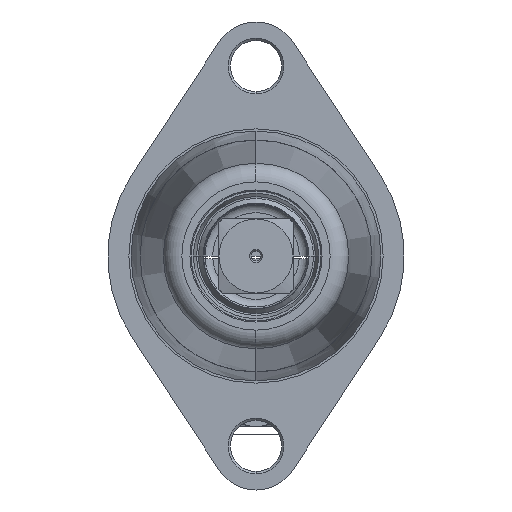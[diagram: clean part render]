
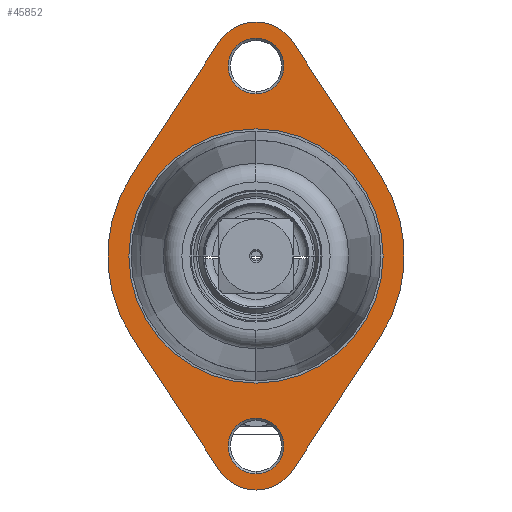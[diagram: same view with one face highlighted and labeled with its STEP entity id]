
A CAD part, left-side view. The second image highlights one B-rep face of the part: STEP entity #45852.
In plain terms, the highlighted planar face has unit normal (-1, 0, 0).
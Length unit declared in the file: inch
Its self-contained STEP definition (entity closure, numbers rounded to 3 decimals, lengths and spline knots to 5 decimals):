
#44318=CARTESIAN_POINT('',(-20.6994,0.005,0.));
#44319=DIRECTION('',(-1.,0.,0.));
#44320=DIRECTION('',(0.,0.,1.));
#44321=AXIS2_PLACEMENT_3D('',#44318,#44319,#44320);
#44323=CARTESIAN_POINT('',(-20.6994,0.005,0.));
#44324=DIRECTION('',(-1.,0.,0.));
#44325=DIRECTION('',(0.,0.,-1.));
#44326=AXIS2_PLACEMENT_3D('',#44323,#44324,#44325);
#44328=CARTESIAN_POINT('',(-20.6994,0.005,-2.5625));
#44329=DIRECTION('',(1.,0.,0.));
#44330=DIRECTION('',(0.,-0.836,-0.549));
#44331=AXIS2_PLACEMENT_3D('',#44328,#44329,#44330);
#44333=DIRECTION('',(0.,-0.549,-0.836));
#44334=VECTOR('',#44333,2.14233);
#44335=CARTESIAN_POINT('',(-20.6994,1.67706,-1.09737));
#44336=LINE('',#44335,#44334);
#44337=CARTESIAN_POINT('',(-20.6994,0.005,0.));
#44338=DIRECTION('',(1.,0.,0.));
#44339=DIRECTION('',(0.,0.836,-0.549));
#44340=AXIS2_PLACEMENT_3D('',#44337,#44338,#44339);
#44342=DIRECTION('',(0.,0.549,-0.836));
#44343=VECTOR('',#44342,2.14233);
#44344=CARTESIAN_POINT('',(-20.6994,0.5016,2.88842));
#44345=LINE('',#44344,#44343);
#44346=CARTESIAN_POINT('',(-20.6994,0.005,2.5625));
#44347=DIRECTION('',(1.,0.,0.));
#44348=DIRECTION('',(0.,0.836,0.549));
#44349=AXIS2_PLACEMENT_3D('',#44346,#44347,#44348);
#44351=DIRECTION('',(0.,0.549,0.836));
#44352=VECTOR('',#44351,2.14233);
#44353=CARTESIAN_POINT('',(-20.6994,-1.66706,1.09737));
#44354=LINE('',#44353,#44352);
#44355=CARTESIAN_POINT('',(-20.6994,0.005,0.));
#44356=DIRECTION('',(1.,0.,0.));
#44357=DIRECTION('',(0.,-0.836,0.549));
#44358=AXIS2_PLACEMENT_3D('',#44355,#44356,#44357);
#44360=DIRECTION('',(0.,-0.549,0.836));
#44361=VECTOR('',#44360,2.14233);
#44362=CARTESIAN_POINT('',(-20.6994,-0.4916,-2.88842));
#44363=LINE('',#44362,#44361);
#45570=CARTESIAN_POINT('',(-20.6994,0.005,-2.5625));
#45571=DIRECTION('',(-1.,0.,0.));
#45572=DIRECTION('',(0.,0.,-1.));
#45573=AXIS2_PLACEMENT_3D('',#45570,#45571,#45572);
#45580=CARTESIAN_POINT('',(-20.6994,0.005,-2.5625));
#45581=DIRECTION('',(-1.,0.,0.));
#45582=DIRECTION('',(0.,0.,1.));
#45583=AXIS2_PLACEMENT_3D('',#45580,#45581,#45582);
#45598=CARTESIAN_POINT('',(-20.6994,0.005,2.5625));
#45599=DIRECTION('',(-1.,0.,0.));
#45600=DIRECTION('',(0.,0.,-1.));
#45601=AXIS2_PLACEMENT_3D('',#45598,#45599,#45600);
#45608=CARTESIAN_POINT('',(-20.6994,0.005,2.5625));
#45609=DIRECTION('',(-1.,0.,0.));
#45610=DIRECTION('',(0.,0.,1.));
#45611=AXIS2_PLACEMENT_3D('',#45608,#45609,#45610);
#45690=CARTESIAN_POINT('',(-20.6994,0.005,-1.715));
#45691=CARTESIAN_POINT('',(-20.6994,0.005,1.715));
#45692=VERTEX_POINT('',#45690);
#45693=VERTEX_POINT('',#45691);
#45694=CARTESIAN_POINT('',(-20.6994,-0.4916,-2.88842));
#45695=CARTESIAN_POINT('',(-20.6994,0.5016,-2.88842));
#45696=VERTEX_POINT('',#45694);
#45697=VERTEX_POINT('',#45695);
#45698=CARTESIAN_POINT('',(-20.6994,-1.66706,-1.09737));
#45699=VERTEX_POINT('',#45698);
#45700=CARTESIAN_POINT('',(-20.6994,-1.66706,1.09737));
#45701=VERTEX_POINT('',#45700);
#45702=CARTESIAN_POINT('',(-20.6994,-0.4916,2.88842));
#45703=VERTEX_POINT('',#45702);
#45704=CARTESIAN_POINT('',(-20.6994,0.5016,2.88842));
#45705=VERTEX_POINT('',#45704);
#45706=CARTESIAN_POINT('',(-20.6994,1.67706,1.09737));
#45707=VERTEX_POINT('',#45706);
#45708=CARTESIAN_POINT('',(-20.6994,1.67706,-1.09737));
#45709=VERTEX_POINT('',#45708);
#45742=CARTESIAN_POINT('',(-20.6994,0.005,-2.9375));
#45743=CARTESIAN_POINT('',(-20.6994,0.005,-2.1875));
#45744=VERTEX_POINT('',#45742);
#45745=VERTEX_POINT('',#45743);
#45750=CARTESIAN_POINT('',(-20.6994,0.005,2.1875));
#45751=CARTESIAN_POINT('',(-20.6994,0.005,2.9375));
#45752=VERTEX_POINT('',#45750);
#45753=VERTEX_POINT('',#45751);
#45811=CARTESIAN_POINT('',(-20.6994,0.005,0.));
#45812=DIRECTION('',(1.,0.,0.));
#45813=DIRECTION('',(0.,0.,1.));
#45814=AXIS2_PLACEMENT_3D('',#45811,#45812,#45813);
#45815=PLANE('',#45814);
#45817=ORIENTED_EDGE('',*,*,#45816,.T.);
#45819=ORIENTED_EDGE('',*,*,#45818,.F.);
#45821=ORIENTED_EDGE('',*,*,#45820,.T.);
#45823=ORIENTED_EDGE('',*,*,#45822,.F.);
#45825=ORIENTED_EDGE('',*,*,#45824,.T.);
#45827=ORIENTED_EDGE('',*,*,#45826,.F.);
#45829=ORIENTED_EDGE('',*,*,#45828,.T.);
#45831=ORIENTED_EDGE('',*,*,#45830,.F.);
#45832=EDGE_LOOP('',(#45817,#45819,#45821,#45823,#45825,#45827,#45829,#45831));
#45833=FACE_OUTER_BOUND('',#45832,.F.);
#45835=ORIENTED_EDGE('',*,*,#45834,.T.);
#45837=ORIENTED_EDGE('',*,*,#45836,.T.);
#45838=EDGE_LOOP('',(#45835,#45837));
#45839=FACE_BOUND('',#45838,.F.);
#45841=ORIENTED_EDGE('',*,*,#45840,.T.);
#45843=ORIENTED_EDGE('',*,*,#45842,.T.);
#45844=EDGE_LOOP('',(#45841,#45843));
#45845=FACE_BOUND('',#45844,.F.);
#45847=ORIENTED_EDGE('',*,*,#45846,.T.);
#45849=ORIENTED_EDGE('',*,*,#45848,.T.);
#45850=EDGE_LOOP('',(#45847,#45849));
#45851=FACE_BOUND('',#45850,.F.);
#45852=ADVANCED_FACE('',(#45833,#45839,#45845,#45851),#45815,.F.);
#44322=CIRCLE('',#44321,1.715);
#44327=CIRCLE('',#44326,1.715);
#44332=CIRCLE('',#44331,0.594);
#44341=CIRCLE('',#44340,2.);
#44350=CIRCLE('',#44349,0.594);
#44359=CIRCLE('',#44358,2.);
#45574=CIRCLE('',#45573,0.375);
#45584=CIRCLE('',#45583,0.375);
#45602=CIRCLE('',#45601,0.375);
#45612=CIRCLE('',#45611,0.375);
#45816=EDGE_CURVE('',#45696,#45697,#44332,.T.);
#45818=EDGE_CURVE('',#45709,#45697,#44336,.T.);
#45820=EDGE_CURVE('',#45709,#45707,#44341,.T.);
#45822=EDGE_CURVE('',#45705,#45707,#44345,.T.);
#45824=EDGE_CURVE('',#45705,#45703,#44350,.T.);
#45826=EDGE_CURVE('',#45701,#45703,#44354,.T.);
#45828=EDGE_CURVE('',#45701,#45699,#44359,.T.);
#45830=EDGE_CURVE('',#45696,#45699,#44363,.T.);
#45834=EDGE_CURVE('',#45693,#45692,#44322,.T.);
#45836=EDGE_CURVE('',#45692,#45693,#44327,.T.);
#45840=EDGE_CURVE('',#45745,#45744,#45584,.T.);
#45842=EDGE_CURVE('',#45744,#45745,#45574,.T.);
#45846=EDGE_CURVE('',#45753,#45752,#45612,.T.);
#45848=EDGE_CURVE('',#45752,#45753,#45602,.T.);
